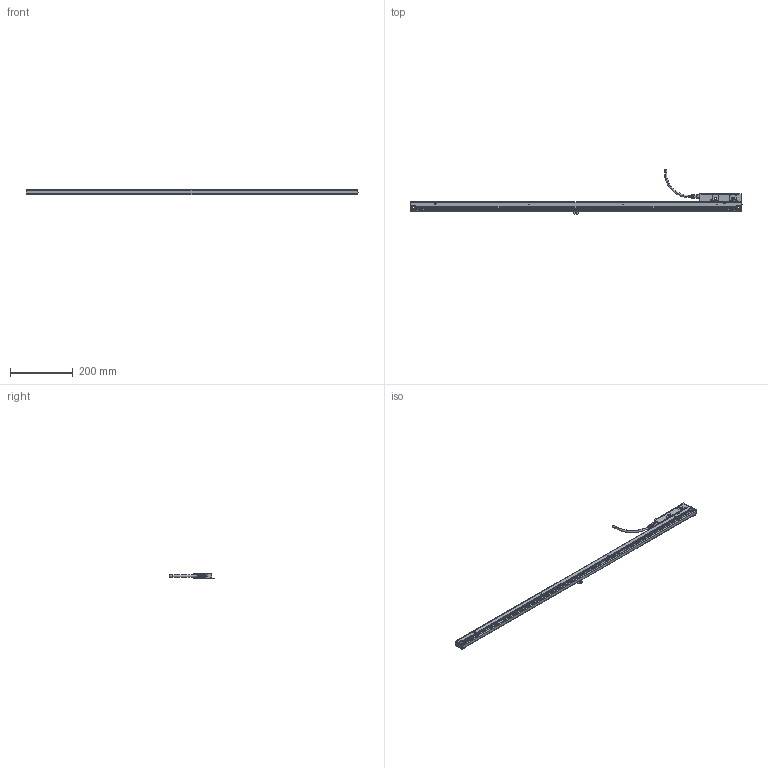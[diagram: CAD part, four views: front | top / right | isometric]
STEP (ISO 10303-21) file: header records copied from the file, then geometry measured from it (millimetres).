
FILE_DESCRIPTION(('CATIA V5 STEP'),'2;1');
FILE_NAME('SR27A-092-R.stp','2014-10-01T07:15:30+00:00',('none'),('none'),'CATIA Version 5 Release 19 SP 6 (IN-10)','CATIA V5 STEP AP214','none');
FILE_SCHEMA(('AUTOMOTIVE_DESIGN { 1 0 10303 214 1 1 1 1 }'));
Length unit declared in the file: millimetre
Products named in the file (1): SR27A-092-R
Bounding box: 1058 x 141.2 x 17.85 mm (x, y, z)
Volume: 641.3 mm3; surface area: 155316.2 mm2
Topology: 50 solids, 52 shells, 2616 faces, 6930 edges, 4421 vertices
Faces by surface type: plane 1315, cylinder 964, cone 123, torus 116, bspline 72, sphere 26
Entity records: 79265 total; most frequent: CARTESIAN_POINT 20183, ORIENTED_EDGE 13776, DIRECTION 9387, EDGE_CURVE 6884, VERTEX_POINT 4421, VECTOR 4088, LINE 4088, AXIS2_PLACEMENT_3D 3748
